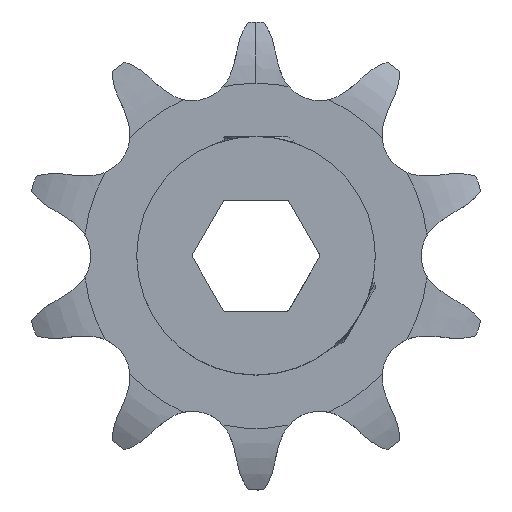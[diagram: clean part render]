
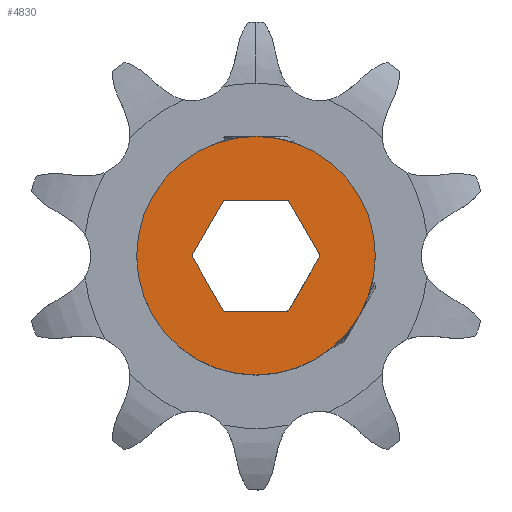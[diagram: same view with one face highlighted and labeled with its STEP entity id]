
A CAD part, top view. The second image highlights one B-rep face of the part: STEP entity #4830.
In plain terms, the highlighted planar face has unit normal (0, 0, 1).
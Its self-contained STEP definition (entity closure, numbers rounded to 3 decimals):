
#214 = DIRECTION ( 'NONE',  ( 0., 0., 1. ) ) ;
#372 = LINE ( 'NONE', #10999, #8060 ) ;
#484 = VECTOR ( 'NONE', #8586, 1000. ) ;
#685 = FACE_OUTER_BOUND ( 'NONE', #5271, .T. ) ;
#693 = DIRECTION ( 'NONE',  ( 0., -1., 0. ) ) ;
#743 = AXIS2_PLACEMENT_3D ( 'NONE', #8219, #214, #12288 ) ;
#869 = LINE ( 'NONE', #11306, #12399 ) ;
#897 = CARTESIAN_POINT ( 'NONE',  ( 2.063, 3.427, 9.4 ) ) ;
#1261 = DIRECTION ( 'NONE',  ( 0., 0., 1. ) ) ;
#1316 = DIRECTION ( 'NONE',  ( 0., -1., 0. ) ) ;
#1430 = DIRECTION ( 'NONE',  ( 0., 0., 1. ) ) ;
#1509 = VERTEX_POINT ( 'NONE', #11578 ) ;
#1536 = EDGE_CURVE ( 'NONE', #4384, #9716, #1993, .T. ) ;
#1601 = AXIS2_PLACEMENT_3D ( 'NONE', #12766, #10701, #693 ) ;
#1614 = CARTESIAN_POINT ( 'NONE',  ( 0., 3.5, 9.4 ) ) ;
#1714 = EDGE_CURVE ( 'NONE', #5406, #10706, #11127, .T. ) ;
#1796 = VECTOR ( 'NONE', #9897, 1000. ) ;
#1873 = DIRECTION ( 'NONE',  ( 0., 0., 1. ) ) ;
#1915 = VERTEX_POINT ( 'NONE', #5326 ) ;
#1923 = VERTEX_POINT ( 'NONE', #2348 ) ;
#1993 = LINE ( 'NONE', #9520, #9075 ) ;
#2266 = CIRCLE ( 'NONE', #5227, 4. ) ;
#2288 = DIRECTION ( 'NONE',  ( 0., -1., 0. ) ) ;
#2316 = DIRECTION ( 'NONE',  ( 0., 0., 1. ) ) ;
#2348 = CARTESIAN_POINT ( 'NONE',  ( 1.936, 3.5, 9.4 ) ) ;
#2429 = EDGE_CURVE ( 'NONE', #11043, #6104, #7338, .T. ) ;
#2599 = EDGE_CURVE ( 'NONE', #7603, #1509, #869, .T. ) ;
#2879 = EDGE_CURVE ( 'NONE', #9030, #7603, #6839, .T. ) ;
#2986 = CARTESIAN_POINT ( 'NONE',  ( -1.936, 3.5, 9.4 ) ) ;
#3111 = AXIS2_PLACEMENT_3D ( 'NONE', #9879, #12953, #5893 ) ;
#3843 = CARTESIAN_POINT ( 'NONE',  ( 0., 0., 9.4 ) ) ;
#3844 = CARTESIAN_POINT ( 'NONE',  ( -3.999, 0.073, 9.4 ) ) ;
#3861 = EDGE_CURVE ( 'NONE', #1923, #5396, #6677, .T. ) ;
#4001 = AXIS2_PLACEMENT_3D ( 'NONE', #3843, #1873, #12930 ) ;
#4073 = ORIENTED_EDGE ( 'NONE', *, *, #2429, .F. ) ;
#4118 = AXIS2_PLACEMENT_3D ( 'NONE', #10486, #11493, #1316 ) ;
#4159 = CARTESIAN_POINT ( 'NONE',  ( -4., 0., 9.4 ) ) ;
#4384 = VERTEX_POINT ( 'NONE', #7267 ) ;
#4405 = CARTESIAN_POINT ( 'NONE',  ( 0., 0., 9.4 ) ) ;
#4468 = EDGE_CURVE ( 'NONE', #11301, #1915, #9689, .T. ) ;
#4538 = ORIENTED_EDGE ( 'NONE', *, *, #6905, .F. ) ;
#4546 = ORIENTED_EDGE ( 'NONE', *, *, #11544, .F. ) ;
#4676 = CIRCLE ( 'NONE', #4836, 4. ) ;
#4830 = ADVANCED_FACE ( 'NONE', ( #10004, #685 ), #6859, .T. ) ;
#4836 = AXIS2_PLACEMENT_3D ( 'NONE', #11430, #1430, #7412 ) ;
#4912 = AXIS2_PLACEMENT_3D ( 'NONE', #7290, #1261, #2288 ) ;
#4939 = CARTESIAN_POINT ( 'NONE',  ( 2.063, -3.427, 9.4 ) ) ;
#4975 = EDGE_CURVE ( 'NONE', #10268, #8617, #12194, .T. ) ;
#5208 = DIRECTION ( 'NONE',  ( 0.5, 0.866, 0. ) ) ;
#5227 = AXIS2_PLACEMENT_3D ( 'NONE', #11147, #12126, #7079 ) ;
#5271 = EDGE_LOOP ( 'NONE', ( #6672, #7229 ) ) ;
#5326 = CARTESIAN_POINT ( 'NONE',  ( -1.936, -3.5, 9.4 ) ) ;
#5395 = AXIS2_PLACEMENT_3D ( 'NONE', #4405, #2316, #11515 ) ;
#5396 = VERTEX_POINT ( 'NONE', #2986 ) ;
#5406 = VERTEX_POINT ( 'NONE', #4159 ) ;
#5413 = ORIENTED_EDGE ( 'NONE', *, *, #3861, .F. ) ;
#5602 = VECTOR ( 'NONE', #11083, 1000. ) ;
#5610 = EDGE_CURVE ( 'NONE', #6104, #1923, #11070, .T. ) ;
#5850 = CIRCLE ( 'NONE', #11668, 7.5 ) ;
#5866 = ORIENTED_EDGE ( 'NONE', *, *, #1536, .F. ) ;
#5893 = DIRECTION ( 'NONE',  ( 0., -1., 0. ) ) ;
#5958 = DIRECTION ( 'NONE',  ( 0.5, -0.866, 0. ) ) ;
#6104 = VERTEX_POINT ( 'NONE', #897 ) ;
#6672 = ORIENTED_EDGE ( 'NONE', *, *, #8439, .F. ) ;
#6677 = LINE ( 'NONE', #1614, #1796 ) ;
#6839 = CIRCLE ( 'NONE', #743, 4. ) ;
#6859 = PLANE ( 'NONE',  #3111 ) ;
#6905 = EDGE_CURVE ( 'NONE', #5396, #4384, #2266, .T. ) ;
#7079 = DIRECTION ( 'NONE',  ( 0., -1., 0. ) ) ;
#7229 = ORIENTED_EDGE ( 'NONE', *, *, #4975, .F. ) ;
#7267 = CARTESIAN_POINT ( 'NONE',  ( -2.063, 3.427, 9.4 ) ) ;
#7290 = CARTESIAN_POINT ( 'NONE',  ( 0., 0., 9.4 ) ) ;
#7304 = EDGE_CURVE ( 'NONE', #10706, #11301, #372, .T. ) ;
#7338 = LINE ( 'NONE', #13033, #5602 ) ;
#7412 = DIRECTION ( 'NONE',  ( 0., -1., 0. ) ) ;
#7603 = VERTEX_POINT ( 'NONE', #4939 ) ;
#7641 = ORIENTED_EDGE ( 'NONE', *, *, #1714, .F. ) ;
#7667 = ORIENTED_EDGE ( 'NONE', *, *, #2879, .F. ) ;
#7713 = CIRCLE ( 'NONE', #4912, 4. ) ;
#7752 = ORIENTED_EDGE ( 'NONE', *, *, #12541, .F. ) ;
#7897 = ORIENTED_EDGE ( 'NONE', *, *, #10836, .F. ) ;
#8060 = VECTOR ( 'NONE', #5958, 1000. ) ;
#8219 = CARTESIAN_POINT ( 'NONE',  ( 0., 0., 9.4 ) ) ;
#8417 = ORIENTED_EDGE ( 'NONE', *, *, #2599, .F. ) ;
#8439 = EDGE_CURVE ( 'NONE', #8617, #10268, #5850, .T. ) ;
#8566 = CARTESIAN_POINT ( 'NONE',  ( -2.063, -3.427, 9.4 ) ) ;
#8581 = EDGE_LOOP ( 'NONE', ( #4538, #5413, #8876, #4073, #4546, #8417, #7667, #7897, #12670, #13051, #7641, #7752, #5866 ) ) ;
#8586 = DIRECTION ( 'NONE',  ( 1., 0., 0. ) ) ;
#8617 = VERTEX_POINT ( 'NONE', #9907 ) ;
#8758 = DIRECTION ( 'NONE',  ( 0., 0., -1. ) ) ;
#8876 = ORIENTED_EDGE ( 'NONE', *, *, #5610, .F. ) ;
#9030 = VERTEX_POINT ( 'NONE', #10184 ) ;
#9075 = VECTOR ( 'NONE', #10568, 1000. ) ;
#9520 = CARTESIAN_POINT ( 'NONE',  ( -3.031, 1.75, 9.4 ) ) ;
#9689 = CIRCLE ( 'NONE', #5395, 4. ) ;
#9716 = VERTEX_POINT ( 'NONE', #3844 ) ;
#9879 = CARTESIAN_POINT ( 'NONE',  ( 0., 0., 9.4 ) ) ;
#9897 = DIRECTION ( 'NONE',  ( -1., 0., 0. ) ) ;
#9907 = CARTESIAN_POINT ( 'NONE',  ( 7.5, 0., 9.4 ) ) ;
#10004 = FACE_BOUND ( 'NONE', #8581, .T. ) ;
#10010 = CARTESIAN_POINT ( 'NONE',  ( -7.5, 0., 9.4 ) ) ;
#10184 = CARTESIAN_POINT ( 'NONE',  ( 1.936, -3.5, 9.4 ) ) ;
#10268 = VERTEX_POINT ( 'NONE', #10010 ) ;
#10439 = CARTESIAN_POINT ( 'NONE',  ( -3.999, -0.073, 9.4 ) ) ;
#10486 = CARTESIAN_POINT ( 'NONE',  ( 0., 0., 9.4 ) ) ;
#10566 = CARTESIAN_POINT ( 'NONE',  ( 0., -3.5, 9.4 ) ) ;
#10568 = DIRECTION ( 'NONE',  ( -0.5, -0.866, 0. ) ) ;
#10701 = DIRECTION ( 'NONE',  ( 0., 0., -1. ) ) ;
#10706 = VERTEX_POINT ( 'NONE', #10439 ) ;
#10783 = DIRECTION ( 'NONE',  ( 0., -1., 0. ) ) ;
#10836 = EDGE_CURVE ( 'NONE', #1915, #9030, #11978, .T. ) ;
#10999 = CARTESIAN_POINT ( 'NONE',  ( -3.031, -1.75, 9.4 ) ) ;
#11043 = VERTEX_POINT ( 'NONE', #11202 ) ;
#11070 = CIRCLE ( 'NONE', #4118, 4. ) ;
#11083 = DIRECTION ( 'NONE',  ( -0.5, 0.866, 0. ) ) ;
#11127 = CIRCLE ( 'NONE', #4001, 4. ) ;
#11147 = CARTESIAN_POINT ( 'NONE',  ( 0., 0., 9.4 ) ) ;
#11202 = CARTESIAN_POINT ( 'NONE',  ( 3.999, 0.073, 9.4 ) ) ;
#11301 = VERTEX_POINT ( 'NONE', #8566 ) ;
#11306 = CARTESIAN_POINT ( 'NONE',  ( 3.031, -1.75, 9.4 ) ) ;
#11430 = CARTESIAN_POINT ( 'NONE',  ( 0., 0., 9.4 ) ) ;
#11493 = DIRECTION ( 'NONE',  ( 0., 0., 1. ) ) ;
#11515 = DIRECTION ( 'NONE',  ( 0., -1., 0. ) ) ;
#11544 = EDGE_CURVE ( 'NONE', #1509, #11043, #7713, .T. ) ;
#11578 = CARTESIAN_POINT ( 'NONE',  ( 3.999, -0.073, 9.4 ) ) ;
#11668 = AXIS2_PLACEMENT_3D ( 'NONE', #11755, #8758, #10783 ) ;
#11755 = CARTESIAN_POINT ( 'NONE',  ( 0., 0., 9.4 ) ) ;
#11978 = LINE ( 'NONE', #10566, #484 ) ;
#12126 = DIRECTION ( 'NONE',  ( 0., 0., 1. ) ) ;
#12194 = CIRCLE ( 'NONE', #1601, 7.5 ) ;
#12288 = DIRECTION ( 'NONE',  ( 0., -1., 0. ) ) ;
#12399 = VECTOR ( 'NONE', #5208, 1000. ) ;
#12541 = EDGE_CURVE ( 'NONE', #9716, #5406, #4676, .T. ) ;
#12670 = ORIENTED_EDGE ( 'NONE', *, *, #4468, .F. ) ;
#12766 = CARTESIAN_POINT ( 'NONE',  ( 0., 0., 9.4 ) ) ;
#12930 = DIRECTION ( 'NONE',  ( 0., -1., 0. ) ) ;
#12953 = DIRECTION ( 'NONE',  ( 0., 0., 1. ) ) ;
#13033 = CARTESIAN_POINT ( 'NONE',  ( 3.031, 1.75, 9.4 ) ) ;
#13051 = ORIENTED_EDGE ( 'NONE', *, *, #7304, .F. ) ;
